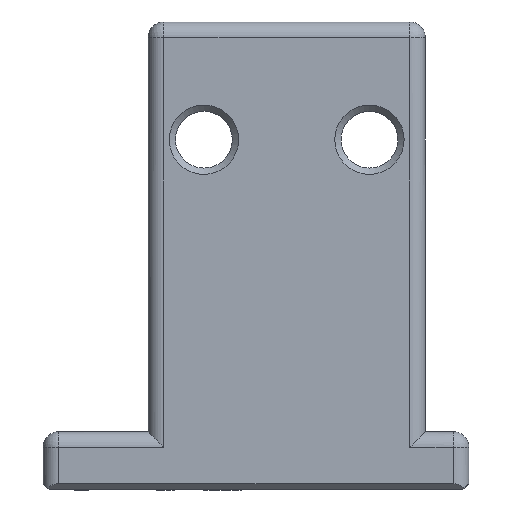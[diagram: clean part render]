
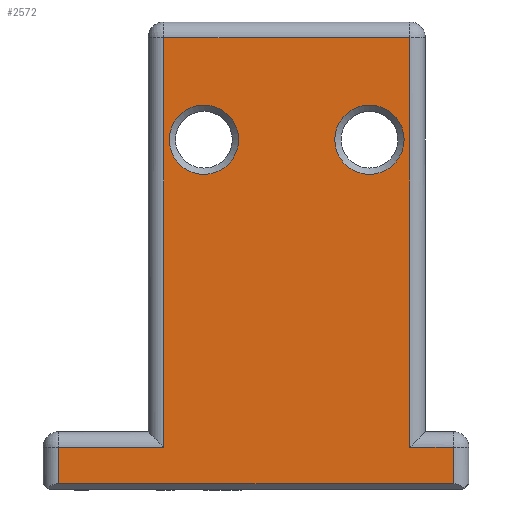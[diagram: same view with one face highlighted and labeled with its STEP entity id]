
A CAD part, left-side view. The second image highlights one B-rep face of the part: STEP entity #2572.
In plain terms, the highlighted planar face has unit normal (-1, 0, 0).
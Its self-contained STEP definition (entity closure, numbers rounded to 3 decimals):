
#67=FACE_BOUND('',#333,.T.);
#68=FACE_BOUND('',#334,.T.);
#80=PLANE('',#2749);
#176=FACE_OUTER_BOUND('',#332,.T.);
#332=EDGE_LOOP('',(#1754,#1755,#1756,#1757,#1758,#1759,#1760,#1761));
#333=EDGE_LOOP('',(#1762));
#334=EDGE_LOOP('',(#1763));
#499=CIRCLE('',#2750,2.2);
#500=CIRCLE('',#2751,2.2);
#597=LINE('',#3975,#836);
#598=LINE('',#3977,#837);
#599=LINE('',#3979,#838);
#600=LINE('',#3981,#839);
#601=LINE('',#3983,#840);
#602=LINE('',#3985,#841);
#603=LINE('',#3987,#842);
#604=LINE('',#3988,#843);
#836=VECTOR('',#3032,10.);
#837=VECTOR('',#3033,10.);
#838=VECTOR('',#3034,10.);
#839=VECTOR('',#3035,10.);
#840=VECTOR('',#3036,10.);
#841=VECTOR('',#3037,10.);
#842=VECTOR('',#3038,10.);
#843=VECTOR('',#3039,10.);
#1111=VERTEX_POINT('',#3973);
#1112=VERTEX_POINT('',#3974);
#1113=VERTEX_POINT('',#3976);
#1114=VERTEX_POINT('',#3978);
#1115=VERTEX_POINT('',#3980);
#1116=VERTEX_POINT('',#3982);
#1117=VERTEX_POINT('',#3984);
#1118=VERTEX_POINT('',#3986);
#1119=VERTEX_POINT('',#3989);
#1120=VERTEX_POINT('',#3991);
#1358=EDGE_CURVE('',#1111,#1112,#597,.T.);
#1359=EDGE_CURVE('',#1113,#1111,#598,.T.);
#1360=EDGE_CURVE('',#1114,#1113,#599,.T.);
#1361=EDGE_CURVE('',#1115,#1114,#600,.T.);
#1362=EDGE_CURVE('',#1116,#1115,#601,.T.);
#1363=EDGE_CURVE('',#1117,#1116,#602,.T.);
#1364=EDGE_CURVE('',#1118,#1117,#603,.T.);
#1365=EDGE_CURVE('',#1112,#1118,#604,.T.);
#1366=EDGE_CURVE('',#1119,#1119,#499,.T.);
#1367=EDGE_CURVE('',#1120,#1120,#500,.T.);
#1754=ORIENTED_EDGE('',*,*,#1358,.F.);
#1755=ORIENTED_EDGE('',*,*,#1359,.F.);
#1756=ORIENTED_EDGE('',*,*,#1360,.F.);
#1757=ORIENTED_EDGE('',*,*,#1361,.F.);
#1758=ORIENTED_EDGE('',*,*,#1362,.F.);
#1759=ORIENTED_EDGE('',*,*,#1363,.F.);
#1760=ORIENTED_EDGE('',*,*,#1364,.F.);
#1761=ORIENTED_EDGE('',*,*,#1365,.F.);
#1762=ORIENTED_EDGE('',*,*,#1366,.F.);
#1763=ORIENTED_EDGE('',*,*,#1367,.F.);
#2572=ADVANCED_FACE('',(#176,#67,#68),#80,.F.);
#2749=AXIS2_PLACEMENT_3D('',#3972,#3030,#3031);
#2750=AXIS2_PLACEMENT_3D('',#3990,#3040,#3041);
#2751=AXIS2_PLACEMENT_3D('',#3992,#3042,#3043);
#3030=DIRECTION('center_axis',(1.,0.,0.));
#3031=DIRECTION('ref_axis',(0.,1.,0.));
#3032=DIRECTION('',(0.,0.,-1.));
#3033=DIRECTION('',(0.,-1.,0.));
#3034=DIRECTION('',(0.,0.,1.));
#3035=DIRECTION('',(0.,-1.,0.));
#3036=DIRECTION('',(0.,0.,1.));
#3037=DIRECTION('',(0.,1.,0.));
#3038=DIRECTION('',(0.,0.,-1.));
#3039=DIRECTION('',(0.,-1.,0.));
#3040=DIRECTION('center_axis',(-1.,0.,0.));
#3041=DIRECTION('ref_axis',(0.,1.,0.));
#3042=DIRECTION('center_axis',(-1.,0.,0.));
#3043=DIRECTION('ref_axis',(0.,1.,0.));
#3972=CARTESIAN_POINT('Origin',(52.764,-29.767,2.915));
#3973=CARTESIAN_POINT('',(52.764,-37.567,15.401));
#3974=CARTESIAN_POINT('',(52.764,-37.567,-10.599));
#3975=CARTESIAN_POINT('',(52.764,-37.567,-3.342));
#3976=CARTESIAN_POINT('',(52.764,-21.967,15.401));
#3977=CARTESIAN_POINT('',(52.764,-29.767,15.401));
#3978=CARTESIAN_POINT('',(52.764,-21.967,-10.599));
#3979=CARTESIAN_POINT('',(52.764,-21.967,-3.342));
#3980=CARTESIAN_POINT('',(52.764,-15.299,-10.599));
#3981=CARTESIAN_POINT('',(52.764,-28.792,-10.599));
#3982=CARTESIAN_POINT('',(52.764,-15.299,-12.899));
#3983=CARTESIAN_POINT('',(52.764,-15.299,3.045));
#3984=CARTESIAN_POINT('',(52.764,-40.334,-12.899));
#3985=CARTESIAN_POINT('',(52.764,-29.766,-12.899));
#3986=CARTESIAN_POINT('',(52.764,-40.334,-10.599));
#3987=CARTESIAN_POINT('',(52.764,-40.334,-5.791));
#3988=CARTESIAN_POINT('',(52.764,-28.792,-10.599));
#3989=CARTESIAN_POINT('',(52.764,-26.712,8.929));
#3990=CARTESIAN_POINT('Origin',(52.764,-24.512,8.929));
#3991=CARTESIAN_POINT('',(52.764,-37.217,8.929));
#3992=CARTESIAN_POINT('Origin',(52.764,-35.017,8.929));
